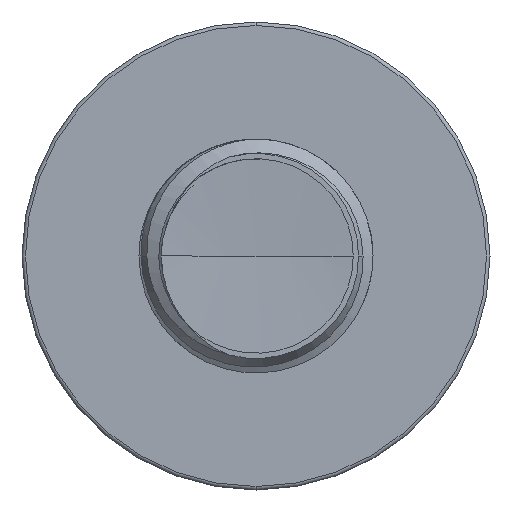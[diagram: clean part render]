
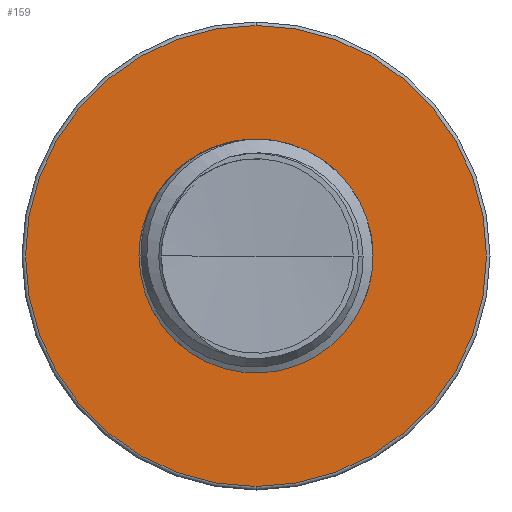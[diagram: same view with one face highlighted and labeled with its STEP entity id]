
A CAD part, front view. The second image highlights one B-rep face of the part: STEP entity #159.
In plain terms, the highlighted planar face has unit normal (0, -1, 0).
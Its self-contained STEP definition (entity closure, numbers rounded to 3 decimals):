
#159 = ADVANCED_FACE ( 'NONE', ( #12084, #5106 ), #23638, .T. ) ;
#875 = AXIS2_PLACEMENT_3D ( 'NONE', #9070, #26242, #11508 ) ;
#1612 = EDGE_CURVE ( 'NONE', #31672, #15574, #9413, .T. ) ;
#1955 = DIRECTION ( 'NONE',  ( 0., 0., -1. ) ) ;
#3675 = EDGE_CURVE ( 'NONE', #8799, #22147, #6741, .T. ) ;
#5018 = ORIENTED_EDGE ( 'NONE', *, *, #8099, .T. ) ;
#5081 = EDGE_CURVE ( 'NONE', #15574, #31672, #20118, .T. ) ;
#5106 = FACE_BOUND ( 'NONE', #25640, .T. ) ;
#6001 = ORIENTED_EDGE ( 'NONE', *, *, #1612, .F. ) ;
#6741 = CIRCLE ( 'NONE', #13477, 7.88 ) ;
#7464 = CIRCLE ( 'NONE', #21524, 7.88 ) ;
#8099 = EDGE_CURVE ( 'NONE', #22147, #8799, #7464, .T. ) ;
#8209 = ORIENTED_EDGE ( 'NONE', *, *, #3675, .T. ) ;
#8799 = VERTEX_POINT ( 'NONE', #11799 ) ;
#9070 = CARTESIAN_POINT ( 'NONE',  ( 0., 17.5, 0. ) ) ;
#9413 = CIRCLE ( 'NONE', #30168, 3.99 ) ;
#10736 = CARTESIAN_POINT ( 'NONE',  ( 0., 17.5, 0. ) ) ;
#11508 = DIRECTION ( 'NONE',  ( 0., 0., -1. ) ) ;
#11799 = CARTESIAN_POINT ( 'NONE',  ( 0., 17.5, -7.88 ) ) ;
#12084 = FACE_OUTER_BOUND ( 'NONE', #20190, .T. ) ;
#12644 = AXIS2_PLACEMENT_3D ( 'NONE', #27502, #23037, #22863 ) ;
#13195 = DIRECTION ( 'NONE',  ( 0., 0., -1. ) ) ;
#13477 = AXIS2_PLACEMENT_3D ( 'NONE', #10736, #27942, #13195 ) ;
#15108 = CARTESIAN_POINT ( 'NONE',  ( 0., 17.5, 7.88 ) ) ;
#15574 = VERTEX_POINT ( 'NONE', #30821 ) ;
#16526 = DIRECTION ( 'NONE',  ( 0., -1., 0. ) ) ;
#18941 = CARTESIAN_POINT ( 'NONE',  ( 0., 17.5, 3.99 ) ) ;
#20118 = CIRCLE ( 'NONE', #875, 3.99 ) ;
#20190 = EDGE_LOOP ( 'NONE', ( #8209, #5018 ) ) ;
#20448 = DIRECTION ( 'NONE',  ( 0., -1., 0. ) ) ;
#20484 = CARTESIAN_POINT ( 'NONE',  ( 0., 17.5, 0. ) ) ;
#21524 = AXIS2_PLACEMENT_3D ( 'NONE', #31247, #16526, #1955 ) ;
#22051 = DIRECTION ( 'NONE',  ( 0., 0., -1. ) ) ;
#22147 = VERTEX_POINT ( 'NONE', #15108 ) ;
#22863 = DIRECTION ( 'NONE',  ( 0., 0., -1. ) ) ;
#23037 = DIRECTION ( 'NONE',  ( 0., -1., 0. ) ) ;
#23638 = PLANE ( 'NONE',  #12644 ) ;
#25640 = EDGE_LOOP ( 'NONE', ( #29648, #6001 ) ) ;
#26242 = DIRECTION ( 'NONE',  ( 0., -1., 0. ) ) ;
#27502 = CARTESIAN_POINT ( 'NONE',  ( 0., 17.5, 3.99 ) ) ;
#27942 = DIRECTION ( 'NONE',  ( 0., -1., 0. ) ) ;
#29648 = ORIENTED_EDGE ( 'NONE', *, *, #5081, .F. ) ;
#30168 = AXIS2_PLACEMENT_3D ( 'NONE', #20484, #20448, #22051 ) ;
#30821 = CARTESIAN_POINT ( 'NONE',  ( 0., 17.5, -3.99 ) ) ;
#31247 = CARTESIAN_POINT ( 'NONE',  ( 0., 17.5, 0. ) ) ;
#31672 = VERTEX_POINT ( 'NONE', #18941 ) ;
